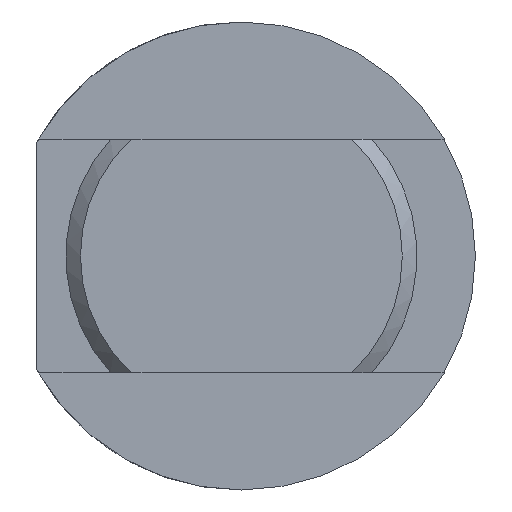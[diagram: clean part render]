
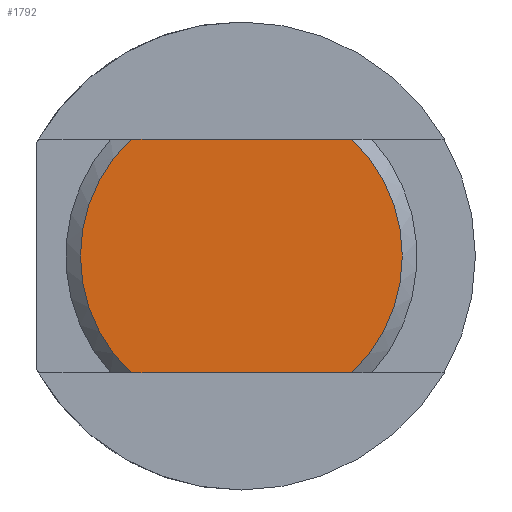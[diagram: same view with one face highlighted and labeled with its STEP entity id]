
A CAD part, left-side view. The second image highlights one B-rep face of the part: STEP entity #1792.
In plain terms, the highlighted planar face has unit normal (-1, 0, 0).
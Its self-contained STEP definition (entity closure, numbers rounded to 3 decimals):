
#127 = ORIENTED_EDGE ( 'NONE', *, *, #1444, .T. ) ;
#128 = ORIENTED_EDGE ( 'NONE', *, *, #1439, .F. ) ;
#129 = ORIENTED_EDGE ( 'NONE', *, *, #1442, .T. ) ;
#130 = ORIENTED_EDGE ( 'NONE', *, *, #1443, .F. ) ;
#229 = CIRCLE ( 'NONE', #1629, 5.5 ) ;
#235 = CIRCLE ( 'NONE', #1627, 5.5 ) ;
#237 = LINE ( 'NONE', #2556, #244 ) ;
#244 = VECTOR ( 'NONE', #2567, 1000. ) ;
#248 = LINE ( 'NONE', #2549, #261 ) ;
#261 = VECTOR ( 'NONE', #2555, 1000. ) ;
#934 = EDGE_LOOP ( 'NONE', ( #130, #129, #128, #127 ) ) ;
#990 = CARTESIAN_POINT ( 'NONE',  ( 0., -3.775, 4. ) ) ;
#1000 = CARTESIAN_POINT ( 'NONE',  ( 0., 3.775, -4. ) ) ;
#1001 = CARTESIAN_POINT ( 'NONE',  ( 0., -3.775, -4. ) ) ;
#1209 = VERTEX_POINT ( 'NONE', #1001 ) ;
#1210 = VERTEX_POINT ( 'NONE', #1000 ) ;
#1214 = VERTEX_POINT ( 'NONE', #990 ) ;
#1249 = VERTEX_POINT ( 'NONE', #3378 ) ;
#1439 = EDGE_CURVE ( 'NONE', #1249, #1214, #248, .T. ) ;
#1442 = EDGE_CURVE ( 'NONE', #1209, #1214, #235, .T. ) ;
#1443 = EDGE_CURVE ( 'NONE', #1209, #1210, #237, .T. ) ;
#1444 = EDGE_CURVE ( 'NONE', #1249, #1210, #229, .T. ) ;
#1627 = AXIS2_PLACEMENT_3D ( 'NONE', #2563, #2564, #2565 ) ;
#1629 = AXIS2_PLACEMENT_3D ( 'NONE', #2566, #2569, #2570 ) ;
#1702 = AXIS2_PLACEMENT_3D ( 'NONE', #2949, #2952, #2953 ) ;
#1792 = ADVANCED_FACE ( 'NONE', ( #1954 ), #2950, .F. ) ;
#1954 = FACE_OUTER_BOUND ( 'NONE', #934, .T. ) ;
#2549 = CARTESIAN_POINT ( 'NONE',  ( 0., 6.928, 4. ) ) ;
#2555 = DIRECTION ( 'NONE',  ( 0., -1., 0. ) ) ;
#2556 = CARTESIAN_POINT ( 'NONE',  ( 0., 6.928, -4. ) ) ;
#2563 = CARTESIAN_POINT ( 'NONE',  ( 0., 0., 0. ) ) ;
#2564 = DIRECTION ( 'NONE',  ( -1., 0., 0. ) ) ;
#2565 = DIRECTION ( 'NONE',  ( 0., 0., -1. ) ) ;
#2566 = CARTESIAN_POINT ( 'NONE',  ( 0., 0., 0. ) ) ;
#2567 = DIRECTION ( 'NONE',  ( 0., 1., 0. ) ) ;
#2569 = DIRECTION ( 'NONE',  ( -1., 0., 0. ) ) ;
#2570 = DIRECTION ( 'NONE',  ( 0., 0., -1. ) ) ;
#2949 = CARTESIAN_POINT ( 'NONE',  ( 0., 0., 0. ) ) ;
#2950 = PLANE ( 'NONE',  #1702 ) ;
#2952 = DIRECTION ( 'NONE',  ( 1., 0., 0. ) ) ;
#2953 = DIRECTION ( 'NONE',  ( 0., 0., -1. ) ) ;
#3378 = CARTESIAN_POINT ( 'NONE',  ( 0., 3.775, 4. ) ) ;
